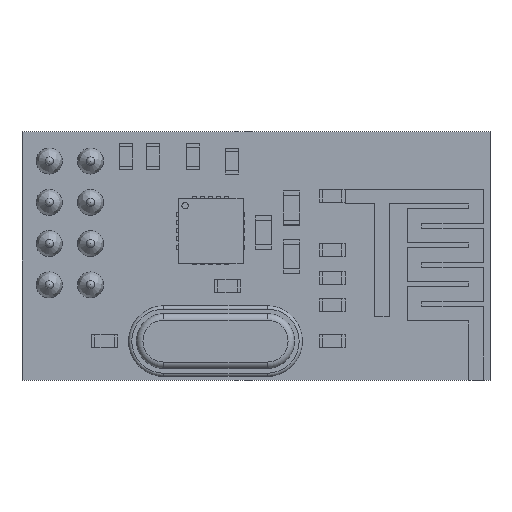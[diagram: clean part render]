
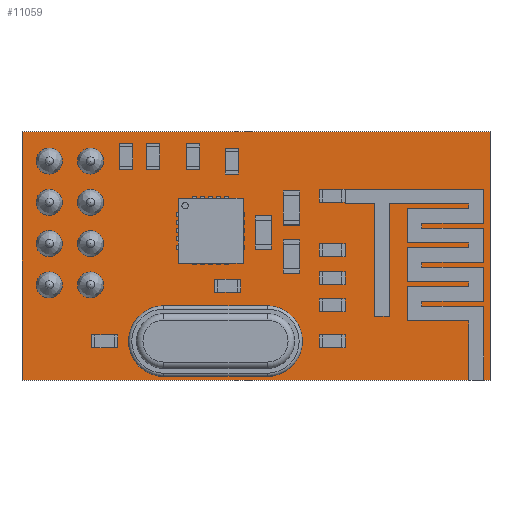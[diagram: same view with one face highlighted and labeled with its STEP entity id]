
A CAD part, top view. The second image highlights one B-rep face of the part: STEP entity #11059.
In plain terms, the highlighted planar face has unit normal (0, 0, 1).
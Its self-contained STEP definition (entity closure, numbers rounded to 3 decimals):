
#268=FACE_BOUND('',#1682,.T.);
#269=FACE_BOUND('',#1683,.T.);
#270=FACE_BOUND('',#1684,.T.);
#271=FACE_BOUND('',#1685,.T.);
#272=FACE_BOUND('',#1686,.T.);
#273=FACE_BOUND('',#1687,.T.);
#274=FACE_BOUND('',#1688,.T.);
#275=FACE_BOUND('',#1689,.T.);
#342=CIRCLE('',#12123,0.45);
#343=CIRCLE('',#12124,0.45);
#344=CIRCLE('',#12125,0.45);
#345=CIRCLE('',#12126,0.45);
#346=CIRCLE('',#12127,0.45);
#347=CIRCLE('',#12128,0.45);
#348=CIRCLE('',#12129,0.45);
#349=CIRCLE('',#12130,0.45);
#960=FACE_OUTER_BOUND('',#1681,.T.);
#1681=EDGE_LOOP('',(#7685,#7686,#7687,#7688));
#1682=EDGE_LOOP('',(#7689));
#1683=EDGE_LOOP('',(#7690));
#1684=EDGE_LOOP('',(#7691));
#1685=EDGE_LOOP('',(#7692));
#1686=EDGE_LOOP('',(#7693));
#1687=EDGE_LOOP('',(#7694));
#1688=EDGE_LOOP('',(#7695));
#1689=EDGE_LOOP('',(#7696));
#2523=LINE('',#16512,#3792);
#2527=LINE('',#16520,#3796);
#2529=LINE('',#16524,#3798);
#2533=LINE('',#16547,#3802);
#3792=VECTOR('',#13240,1.);
#3796=VECTOR('',#13246,1.);
#3798=VECTOR('',#13250,1.);
#3802=VECTOR('',#13274,1.);
#5027=VERTEX_POINT('',#16509);
#5028=VERTEX_POINT('',#16511);
#5031=VERTEX_POINT('',#16518);
#5032=VERTEX_POINT('',#16523);
#5042=VERTEX_POINT('',#16548);
#5043=VERTEX_POINT('',#16550);
#5044=VERTEX_POINT('',#16552);
#5045=VERTEX_POINT('',#16554);
#5046=VERTEX_POINT('',#16556);
#5047=VERTEX_POINT('',#16558);
#5048=VERTEX_POINT('',#16560);
#5049=VERTEX_POINT('',#16562);
#6055=EDGE_CURVE('',#5027,#5028,#2523,.T.);
#6059=EDGE_CURVE('',#5031,#5027,#2527,.T.);
#6061=EDGE_CURVE('',#5028,#5032,#2529,.T.);
#6073=EDGE_CURVE('',#5032,#5031,#2533,.T.);
#6074=EDGE_CURVE('',#5042,#5042,#342,.T.);
#6075=EDGE_CURVE('',#5043,#5043,#343,.T.);
#6076=EDGE_CURVE('',#5044,#5044,#344,.T.);
#6077=EDGE_CURVE('',#5045,#5045,#345,.T.);
#6078=EDGE_CURVE('',#5046,#5046,#346,.T.);
#6079=EDGE_CURVE('',#5047,#5047,#347,.T.);
#6080=EDGE_CURVE('',#5048,#5048,#348,.T.);
#6081=EDGE_CURVE('',#5049,#5049,#349,.T.);
#7685=ORIENTED_EDGE('',*,*,#6055,.F.);
#7686=ORIENTED_EDGE('',*,*,#6059,.F.);
#7687=ORIENTED_EDGE('',*,*,#6073,.F.);
#7688=ORIENTED_EDGE('',*,*,#6061,.F.);
#7689=ORIENTED_EDGE('',*,*,#6074,.F.);
#7690=ORIENTED_EDGE('',*,*,#6075,.F.);
#7691=ORIENTED_EDGE('',*,*,#6076,.F.);
#7692=ORIENTED_EDGE('',*,*,#6077,.F.);
#7693=ORIENTED_EDGE('',*,*,#6078,.F.);
#7694=ORIENTED_EDGE('',*,*,#6079,.F.);
#7695=ORIENTED_EDGE('',*,*,#6080,.F.);
#7696=ORIENTED_EDGE('',*,*,#6081,.F.);
#10507=PLANE('',#12122);
#11059=ADVANCED_FACE('',(#960,#268,#269,#270,#271,#272,#273,#274,#275),
#10507,.F.);
#12122=AXIS2_PLACEMENT_3D('',#16546,#13272,#13273);
#12123=AXIS2_PLACEMENT_3D('',#16549,#13275,#13276);
#12124=AXIS2_PLACEMENT_3D('',#16551,#13277,#13278);
#12125=AXIS2_PLACEMENT_3D('',#16553,#13279,#13280);
#12126=AXIS2_PLACEMENT_3D('',#16555,#13281,#13282);
#12127=AXIS2_PLACEMENT_3D('',#16557,#13283,#13284);
#12128=AXIS2_PLACEMENT_3D('',#16559,#13285,#13286);
#12129=AXIS2_PLACEMENT_3D('',#16561,#13287,#13288);
#12130=AXIS2_PLACEMENT_3D('',#16563,#13289,#13290);
#13240=DIRECTION('',(1.,0.,0.));
#13246=DIRECTION('',(0.,1.,0.));
#13250=DIRECTION('',(0.,-1.,0.));
#13272=DIRECTION('center_axis',(0.,0.,-1.));
#13273=DIRECTION('ref_axis',(-1.,0.,0.));
#13274=DIRECTION('',(-1.,0.,0.));
#13275=DIRECTION('center_axis',(0.,0.,1.));
#13276=DIRECTION('ref_axis',(1.,0.,0.));
#13277=DIRECTION('center_axis',(0.,0.,1.));
#13278=DIRECTION('ref_axis',(1.,0.,0.));
#13279=DIRECTION('center_axis',(0.,0.,1.));
#13280=DIRECTION('ref_axis',(1.,0.,0.));
#13281=DIRECTION('center_axis',(0.,0.,1.));
#13282=DIRECTION('ref_axis',(1.,0.,0.));
#13283=DIRECTION('center_axis',(0.,0.,1.));
#13284=DIRECTION('ref_axis',(1.,0.,0.));
#13285=DIRECTION('center_axis',(0.,0.,1.));
#13286=DIRECTION('ref_axis',(1.,0.,0.));
#13287=DIRECTION('center_axis',(0.,0.,1.));
#13288=DIRECTION('ref_axis',(1.,0.,0.));
#13289=DIRECTION('center_axis',(0.,0.,1.));
#13290=DIRECTION('ref_axis',(1.,0.,0.));
#16509=CARTESIAN_POINT('',(-1.65,1.65,7.88));
#16511=CARTESIAN_POINT('',(27.15,1.65,7.88));
#16512=CARTESIAN_POINT('',(-1.65,1.65,7.88));
#16518=CARTESIAN_POINT('',(-1.65,-13.65,7.88));
#16520=CARTESIAN_POINT('',(-1.65,-13.65,7.88));
#16523=CARTESIAN_POINT('',(27.15,-13.65,7.88));
#16524=CARTESIAN_POINT('',(27.15,1.65,7.88));
#16546=CARTESIAN_POINT('Origin',(12.75,-6.,7.88));
#16547=CARTESIAN_POINT('',(27.15,-13.65,7.88));
#16548=CARTESIAN_POINT('',(2.115,-7.78,7.88));
#16549=CARTESIAN_POINT('Origin',(2.565,-7.78,7.88));
#16550=CARTESIAN_POINT('',(2.115,-5.24,7.88));
#16551=CARTESIAN_POINT('Origin',(2.565,-5.24,7.88));
#16552=CARTESIAN_POINT('',(-0.425,-7.78,7.88));
#16553=CARTESIAN_POINT('Origin',(0.025,-7.78,7.88));
#16554=CARTESIAN_POINT('',(-0.425,-5.24,7.88));
#16555=CARTESIAN_POINT('Origin',(0.025,-5.24,7.88));
#16556=CARTESIAN_POINT('',(2.115,-2.7,7.88));
#16557=CARTESIAN_POINT('Origin',(2.565,-2.7,7.88));
#16558=CARTESIAN_POINT('',(2.115,-0.16,7.88));
#16559=CARTESIAN_POINT('Origin',(2.565,-0.16,7.88));
#16560=CARTESIAN_POINT('',(-0.425,-2.7,7.88));
#16561=CARTESIAN_POINT('Origin',(0.025,-2.7,7.88));
#16562=CARTESIAN_POINT('',(-0.425,-0.16,7.88));
#16563=CARTESIAN_POINT('Origin',(0.025,-0.16,
7.88));
